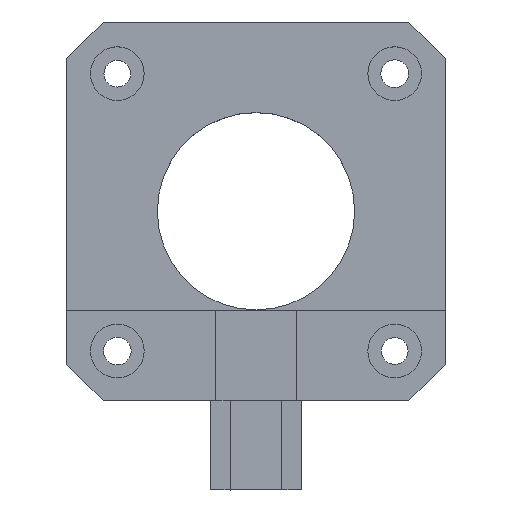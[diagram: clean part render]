
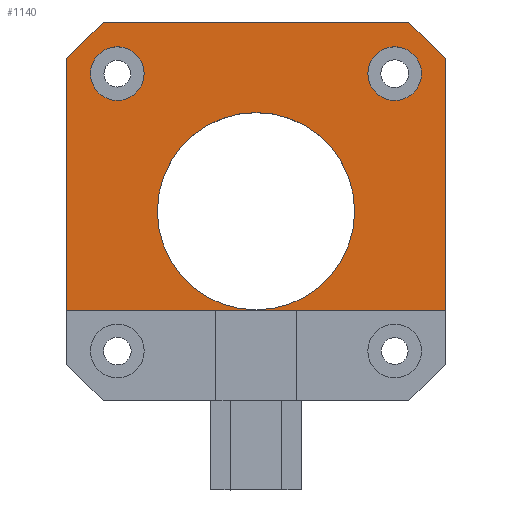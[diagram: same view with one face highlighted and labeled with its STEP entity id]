
A CAD part, top view. The second image highlights one B-rep face of the part: STEP entity #1140.
In plain terms, the highlighted planar face has unit normal (0, 0, 1).
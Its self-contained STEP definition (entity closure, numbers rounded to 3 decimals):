
#140=LINE('',#1798,#274);
#144=LINE('',#1805,#278);
#150=LINE('',#1839,#284);
#151=LINE('',#1841,#285);
#152=LINE('',#1843,#286);
#153=LINE('',#1844,#287);
#274=VECTOR('',#1475,10.);
#278=VECTOR('',#1481,1000.);
#284=VECTOR('',#1521,1000.);
#285=VECTOR('',#1522,1000.);
#286=VECTOR('',#1523,1000.);
#287=VECTOR('',#1524,1000.);
#304=FACE_BOUND('',#438,.T.);
#305=FACE_BOUND('',#439,.T.);
#306=FACE_BOUND('',#440,.T.);
#366=FACE_OUTER_BOUND('',#437,.T.);
#437=EDGE_LOOP('',(#997,#998,#999,#1000,#1001,#1002));
#438=EDGE_LOOP('',(#1003));
#439=EDGE_LOOP('',(#1004));
#440=EDGE_LOOP('',(#1005));
#466=CIRCLE('',#1230,3.);
#468=CIRCLE('',#1233,3.);
#469=CIRCLE('',#1235,11.025);
#551=VERTEX_POINT('',#1795);
#552=VERTEX_POINT('',#1797);
#554=VERTEX_POINT('',#1803);
#560=VERTEX_POINT('',#1822);
#562=VERTEX_POINT('',#1828);
#563=VERTEX_POINT('',#1832);
#565=VERTEX_POINT('',#1838);
#566=VERTEX_POINT('',#1840);
#567=VERTEX_POINT('',#1842);
#694=EDGE_CURVE('',#552,#551,#140,.T.);
#698=EDGE_CURVE('',#551,#554,#144,.T.);
#707=EDGE_CURVE('',#560,#560,#466,.T.);
#710=EDGE_CURVE('',#562,#562,#468,.T.);
#711=EDGE_CURVE('',#563,#563,#469,.T.);
#714=EDGE_CURVE('',#554,#565,#150,.T.);
#715=EDGE_CURVE('',#565,#566,#151,.T.);
#716=EDGE_CURVE('',#566,#567,#152,.T.);
#717=EDGE_CURVE('',#567,#552,#153,.T.);
#997=ORIENTED_EDGE('',*,*,#694,.T.);
#998=ORIENTED_EDGE('',*,*,#698,.T.);
#999=ORIENTED_EDGE('',*,*,#714,.T.);
#1000=ORIENTED_EDGE('',*,*,#715,.T.);
#1001=ORIENTED_EDGE('',*,*,#716,.T.);
#1002=ORIENTED_EDGE('',*,*,#717,.T.);
#1003=ORIENTED_EDGE('',*,*,#711,.F.);
#1004=ORIENTED_EDGE('',*,*,#707,.F.);
#1005=ORIENTED_EDGE('',*,*,#710,.F.);
#1078=PLANE('',#1237);
#1140=ADVANCED_FACE('',(#366,#304,#305,#306),#1078,.T.);
#1230=AXIS2_PLACEMENT_3D('',#1824,#1503,#1504);
#1233=AXIS2_PLACEMENT_3D('',#1830,#1510,#1511);
#1235=AXIS2_PLACEMENT_3D('',#1833,#1514,#1515);
#1237=AXIS2_PLACEMENT_3D('',#1837,#1519,#1520);
#1475=DIRECTION('',(1.,0.,0.));
#1481=DIRECTION('',(0.,1.,0.));
#1503=DIRECTION('center_axis',(0.,0.,1.));
#1504=DIRECTION('ref_axis',(1.,0.,0.));
#1510=DIRECTION('center_axis',(0.,0.,1.));
#1511=DIRECTION('ref_axis',(1.,0.,0.));
#1514=DIRECTION('center_axis',(0.,0.,1.));
#1515=DIRECTION('ref_axis',(1.,0.,0.));
#1519=DIRECTION('center_axis',(0.,0.,1.));
#1520=DIRECTION('ref_axis',(1.,0.,0.));
#1521=DIRECTION('',(-0.707,0.707,0.));
#1522=DIRECTION('',(-1.,0.,0.));
#1523=DIRECTION('',(-0.707,-0.707,0.));
#1524=DIRECTION('',(0.,-1.,0.));
#1795=CARTESIAN_POINT('',(21.15,-955.342,2916.162));
#1797=CARTESIAN_POINT('',(-21.15,-955.342,2916.162));
#1798=CARTESIAN_POINT('',(0.,-955.342,2916.162));
#1803=CARTESIAN_POINT('',(21.15,-927.1,2916.162));
#1805=CARTESIAN_POINT('',(21.15,-961.283,2916.162));
#1822=CARTESIAN_POINT('',(12.5,-928.813,2916.162));
#1824=CARTESIAN_POINT('Origin',(15.5,-928.813,2916.162));
#1828=CARTESIAN_POINT('',(-18.5,-928.813,2916.162));
#1830=CARTESIAN_POINT('Origin',(-15.5,-928.813,2916.162));
#1832=CARTESIAN_POINT('',(11.025,-944.192,2916.162));
#1833=CARTESIAN_POINT('Origin',(0.,-944.192,
2916.162));
#1837=CARTESIAN_POINT('Origin',(0.,-944.313,
2916.162));
#1838=CARTESIAN_POINT('',(17.092,-923.042,2916.162));
#1839=CARTESIAN_POINT('',(17.092,-923.042,2916.162));
#1840=CARTESIAN_POINT('',(-17.092,-923.042,2916.162));
#1841=CARTESIAN_POINT('',(-17.092,-923.042,2916.162));
#1842=CARTESIAN_POINT('',(-21.15,-927.1,2916.162));
#1843=CARTESIAN_POINT('',(-21.15,-927.1,2916.162));
#1844=CARTESIAN_POINT('',(-21.15,-961.283,2916.162));
